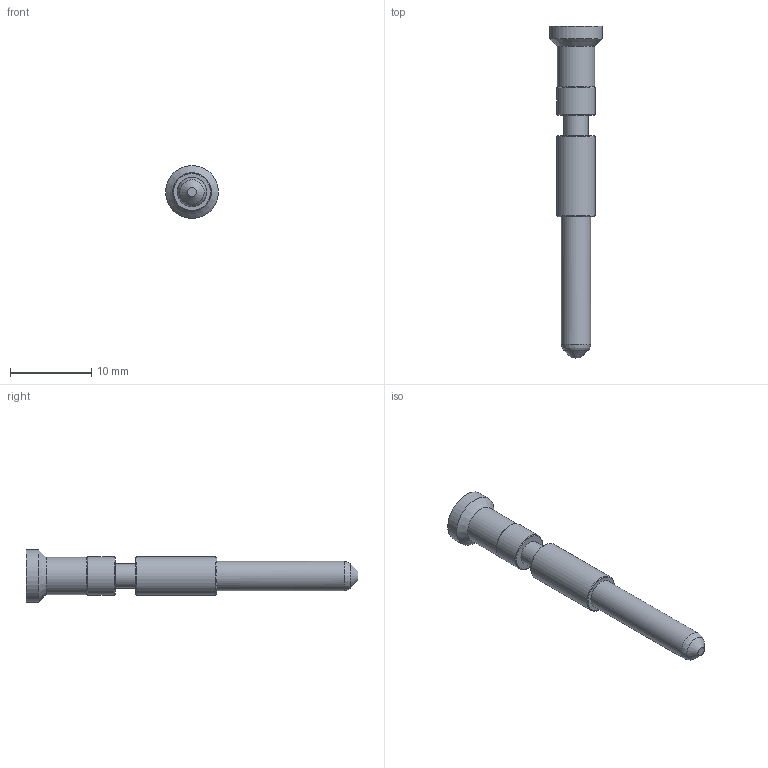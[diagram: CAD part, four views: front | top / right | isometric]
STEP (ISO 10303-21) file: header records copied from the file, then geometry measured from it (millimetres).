
FILE_DESCRIPTION(/* description */ (''),/* implementation_level */ '2;1');
FILE_NAME(/* name */ 'vn01 036 0011 1nxc001-01_214.stp',/* time_stamp */ '2023-01-27T09:02:50+01:00',/* author */ (''),/* organization */ (''),/* preprocessor_version */ 'ST-DEVELOPER v18.1',/* originating_system */ 'SIEMENS PLM Software NX 2000',/* authorisation */ '');
FILE_SCHEMA (('AUTOMOTIVE_DESIGN { 1 0 10303 214 3 1 1 1 }'));
Length unit declared in the file: millimetre
Products named in the file (3): n 01 036 0011nxm001-01; vn01 036 0011 1nxm001-01; vn01 036 0011 1nxc001-01
Assembly tree (2 placements, depth 3):
  vn01 036 0011 1nxc001-01
    vn01 036 0011 1nxm001-01
      n 01 036 0011nxm001-01
Bounding box: 6.5 x 40.9 x 6.5 mm (x, y, z)
Volume: 1046 mm3; surface area: 1332.3 mm2
Topology: 2 solids, 2 shells, 42 faces, 76 edges, 44 vertices
Faces by surface type: cone 15, cylinder 14, plane 11, bspline 2
Full cylindrical faces by diameter (mm): 0.8 x1, 3 x2, 3.5 x1, 3.6 x2, 4.6 x2, 4.75 x4, 6.5 x2
Entity records: 1467 total; most frequent: CARTESIAN_POINT 415, DIRECTION 156, ORIENTED_EDGE 84, EDGE_LOOP 82, FACE_BOUND 80, AXIS2_PLACEMENT_3D 78, PRESENTATION_STYLE_ASSIGNMENT 43, SURFACE_STYLE_USAGE 43
